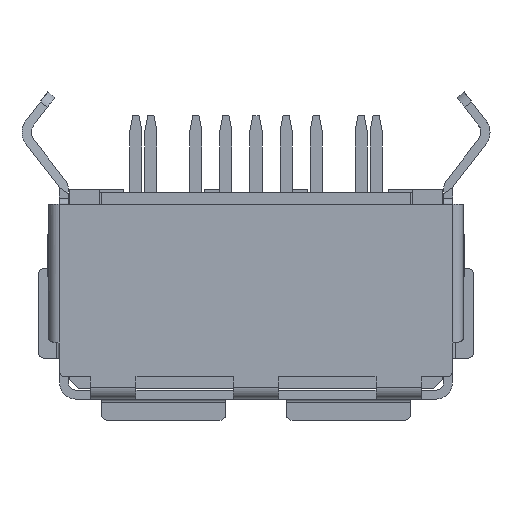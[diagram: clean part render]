
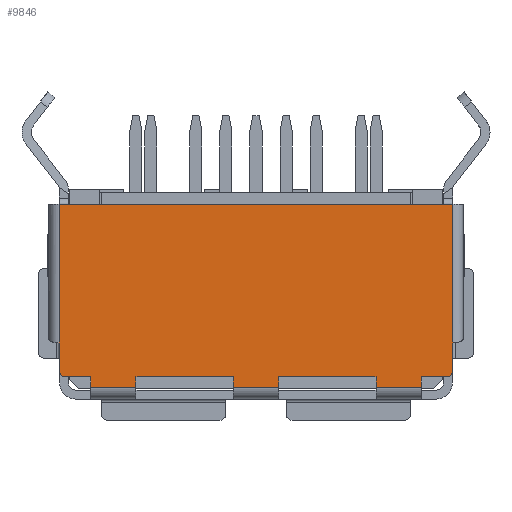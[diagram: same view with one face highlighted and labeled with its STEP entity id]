
A CAD part, front view. The second image highlights one B-rep face of the part: STEP entity #9846.
In plain terms, the highlighted planar face has unit normal (0, -1, 0).
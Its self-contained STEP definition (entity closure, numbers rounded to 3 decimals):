
#3090=DIRECTION('',(0.,0.,1.));
#3091=VECTOR('',#3090,0.34);
#3092=CARTESIAN_POINT('',(-4.,-16.45,-6.59));
#3093=LINE('',#3092,#3091);
#3098=CARTESIAN_POINT('',(6.35,-16.45,-6.05));
#3099=DIRECTION('',(0.,-1.,0.));
#3100=DIRECTION('',(0.,0.,-1.));
#3101=AXIS2_PLACEMENT_3D('',#3098,#3099,#3100);
#3103=DIRECTION('',(1.,0.,0.));
#3104=VECTOR('',#3103,0.85);
#3105=CARTESIAN_POINT('',(5.5,-16.45,-6.25));
#3106=LINE('',#3105,#3104);
#3107=DIRECTION('',(1.,0.,0.));
#3108=VECTOR('',#3107,1.5);
#3109=CARTESIAN_POINT('',(4.,-16.45,-6.59));
#3110=LINE('',#3109,#3108);
#3111=DIRECTION('',(1.,0.,0.));
#3112=VECTOR('',#3111,3.25);
#3113=CARTESIAN_POINT('',(0.75,-16.45,-6.25));
#3114=LINE('',#3113,#3112);
#3115=DIRECTION('',(1.,0.,0.));
#3116=VECTOR('',#3115,1.5);
#3117=CARTESIAN_POINT('',(-0.75,-16.45,-6.59));
#3118=LINE('',#3117,#3116);
#3119=DIRECTION('',(1.,0.,0.));
#3120=VECTOR('',#3119,3.25);
#3121=CARTESIAN_POINT('',(-4.,-16.45,-6.25));
#3122=LINE('',#3121,#3120);
#3123=DIRECTION('',(1.,0.,0.));
#3124=VECTOR('',#3123,1.5);
#3125=CARTESIAN_POINT('',(-5.5,-16.45,-6.59));
#3126=LINE('',#3125,#3124);
#3127=DIRECTION('',(1.,0.,0.));
#3128=VECTOR('',#3127,0.85);
#3129=CARTESIAN_POINT('',(-6.35,-16.45,-6.25));
#3130=LINE('',#3129,#3128);
#3131=CARTESIAN_POINT('',(-6.35,-16.45,-6.05));
#3132=DIRECTION('',(0.,-1.,0.));
#3133=DIRECTION('',(-1.,0.,0.));
#3134=AXIS2_PLACEMENT_3D('',#3131,#3132,#3133);
#3136=DIRECTION('',(0.,0.,-1.));
#3137=VECTOR('',#3136,0.93);
#3138=CARTESIAN_POINT('',(-6.55,-16.45,-5.12));
#3139=LINE('',#3138,#3137);
#3140=DIRECTION('',(0.,0.,1.));
#3141=VECTOR('',#3140,4.63);
#3142=CARTESIAN_POINT('',(-6.55,-16.45,-5.12));
#3143=LINE('',#3142,#3141);
#3144=DIRECTION('',(-1.,0.,0.));
#3145=VECTOR('',#3144,13.1);
#3146=CARTESIAN_POINT('',(6.55,-16.45,-0.49));
#3147=LINE('',#3146,#3145);
#3148=DIRECTION('',(0.,0.,-1.));
#3149=VECTOR('',#3148,4.63);
#3150=CARTESIAN_POINT('',(6.55,-16.45,-0.49));
#3151=LINE('',#3150,#3149);
#3152=DIRECTION('',(0.,0.,1.));
#3153=VECTOR('',#3152,0.93);
#3154=CARTESIAN_POINT('',(6.55,-16.45,-6.05));
#3155=LINE('',#3154,#3153);
#3348=CARTESIAN_POINT('',(6.55,-16.45,
-5.12));
#3412=CARTESIAN_POINT('',(-6.55,-16.45,-5.12));
#3525=DIRECTION('',(0.,0.,-1.));
#3526=VECTOR('',#3525,0.34);
#3527=CARTESIAN_POINT('',(-5.5,-16.45,-6.25));
#3528=LINE('',#3527,#3526);
#3676=DIRECTION('',(0.,0.,1.));
#3677=VECTOR('',#3676,0.34);
#3678=CARTESIAN_POINT('',(5.5,-16.45,-6.59));
#3679=LINE('',#3678,#3677);
#3697=DIRECTION('',(0.,0.,-1.));
#3698=VECTOR('',#3697,0.34);
#3699=CARTESIAN_POINT('',(4.,-16.45,-6.25));
#3700=LINE('',#3699,#3698);
#3710=DIRECTION('',(0.,0.,1.));
#3711=VECTOR('',#3710,0.34);
#3712=CARTESIAN_POINT('',(0.75,-16.45,-6.59));
#3713=LINE('',#3712,#3711);
#3731=DIRECTION('',(0.,0.,-1.));
#3732=VECTOR('',#3731,0.34);
#3733=CARTESIAN_POINT('',(-0.75,-16.45,-6.25));
#3734=LINE('',#3733,#3732);
#4815=CARTESIAN_POINT('',(-4.,-16.45,-6.25));
#4816=CARTESIAN_POINT('',(-0.75,-16.45,-6.25));
#4817=VERTEX_POINT('',#4815);
#4818=VERTEX_POINT('',#4816);
#4819=CARTESIAN_POINT('',(0.75,-16.45,-6.25));
#4820=CARTESIAN_POINT('',(4.,-16.45,-6.25));
#4821=VERTEX_POINT('',#4819);
#4822=VERTEX_POINT('',#4820);
#4831=CARTESIAN_POINT('',(5.5,-16.45,-6.25));
#4833=VERTEX_POINT('',#4831);
#4835=CARTESIAN_POINT('',(-5.5,-16.45,-6.25));
#4837=VERTEX_POINT('',#4835);
#4847=CARTESIAN_POINT('',(6.55,-16.45,-0.49));
#4848=CARTESIAN_POINT('',(-6.55,-16.45,-0.49));
#4849=VERTEX_POINT('',#4847);
#4850=VERTEX_POINT('',#4848);
#4867=VERTEX_POINT('',#3412);
#4870=VERTEX_POINT('',#3348);
#5345=CARTESIAN_POINT('',(-4.,-16.45,-6.59));
#5347=VERTEX_POINT('',#5345);
#5351=CARTESIAN_POINT('',(-5.5,-16.45,-6.59));
#5352=VERTEX_POINT('',#5351);
#5353=CARTESIAN_POINT('',(0.75,-16.45,-6.59));
#5355=VERTEX_POINT('',#5353);
#5359=CARTESIAN_POINT('',(-0.75,-16.45,-6.59));
#5360=VERTEX_POINT('',#5359);
#5361=CARTESIAN_POINT('',(5.5,-16.45,-6.59));
#5363=VERTEX_POINT('',#5361);
#5367=CARTESIAN_POINT('',(4.,-16.45,-6.59));
#5368=VERTEX_POINT('',#5367);
#5405=CARTESIAN_POINT('',(6.35,-16.45,-6.25));
#5406=VERTEX_POINT('',#5405);
#5407=CARTESIAN_POINT('',(6.55,-16.45,-6.05));
#5408=VERTEX_POINT('',#5407);
#5413=CARTESIAN_POINT('',(-6.55,-16.45,-6.05));
#5414=VERTEX_POINT('',#5413);
#5415=CARTESIAN_POINT('',(-6.35,-16.45,-6.25));
#5416=VERTEX_POINT('',#5415);
#9801=CARTESIAN_POINT('',(6.55,-16.45,0.));
#9802=DIRECTION('',(0.,-1.,0.));
#9803=DIRECTION('',(-1.,0.,0.));
#9804=AXIS2_PLACEMENT_3D('',#9801,#9802,#9803);
#9805=PLANE('',#9804);
#9807=ORIENTED_EDGE('',*,*,#9806,.F.);
#9809=ORIENTED_EDGE('',*,*,#9808,.F.);
#9811=ORIENTED_EDGE('',*,*,#9810,.F.);
#9813=ORIENTED_EDGE('',*,*,#9812,.F.);
#9815=ORIENTED_EDGE('',*,*,#9814,.F.);
#9817=ORIENTED_EDGE('',*,*,#9816,.F.);
#9819=ORIENTED_EDGE('',*,*,#9818,.F.);
#9821=ORIENTED_EDGE('',*,*,#9820,.F.);
#9823=ORIENTED_EDGE('',*,*,#9822,.F.);
#9825=ORIENTED_EDGE('',*,*,#9824,.F.);
#9826=ORIENTED_EDGE('',*,*,#9785,.F.);
#9827=ORIENTED_EDGE('',*,*,#9774,.F.);
#9829=ORIENTED_EDGE('',*,*,#9828,.F.);
#9831=ORIENTED_EDGE('',*,*,#9830,.F.);
#9833=ORIENTED_EDGE('',*,*,#9832,.F.);
#9835=ORIENTED_EDGE('',*,*,#9834,.F.);
#9837=ORIENTED_EDGE('',*,*,#9836,.T.);
#9839=ORIENTED_EDGE('',*,*,#9838,.F.);
#9841=ORIENTED_EDGE('',*,*,#9840,.T.);
#9843=ORIENTED_EDGE('',*,*,#9842,.F.);
#9844=EDGE_LOOP('',(#9807,#9809,#9811,#9813,#9815,#9817,#9819,#9821,#9823,#9825,
#9826,#9827,#9829,#9831,#9833,#9835,#9837,#9839,#9841,#9843));
#9845=FACE_OUTER_BOUND('',#9844,.F.);
#3102=CIRCLE('',#3101,0.2);
#3135=CIRCLE('',#3134,0.2);
#9774=EDGE_CURVE('',#5352,#5347,#3126,.T.);
#9785=EDGE_CURVE('',#5347,#4817,#3093,.T.);
#9806=EDGE_CURVE('',#5406,#5408,#3102,.T.);
#9808=EDGE_CURVE('',#4833,#5406,#3106,.T.);
#9810=EDGE_CURVE('',#5363,#4833,#3679,.T.);
#9812=EDGE_CURVE('',#5368,#5363,#3110,.T.);
#9814=EDGE_CURVE('',#4822,#5368,#3700,.T.);
#9816=EDGE_CURVE('',#4821,#4822,#3114,.T.);
#9818=EDGE_CURVE('',#5355,#4821,#3713,.T.);
#9820=EDGE_CURVE('',#5360,#5355,#3118,.T.);
#9822=EDGE_CURVE('',#4818,#5360,#3734,.T.);
#9824=EDGE_CURVE('',#4817,#4818,#3122,.T.);
#9828=EDGE_CURVE('',#4837,#5352,#3528,.T.);
#9830=EDGE_CURVE('',#5416,#4837,#3130,.T.);
#9832=EDGE_CURVE('',#5414,#5416,#3135,.T.);
#9834=EDGE_CURVE('',#4867,#5414,#3139,.T.);
#9836=EDGE_CURVE('',#4867,#4850,#3143,.T.);
#9838=EDGE_CURVE('',#4849,#4850,#3147,.T.);
#9840=EDGE_CURVE('',#4849,#4870,#3151,.T.);
#9842=EDGE_CURVE('',#5408,#4870,#3155,.T.);
#9846=ADVANCED_FACE('',(#9845),#9805,.T.);
